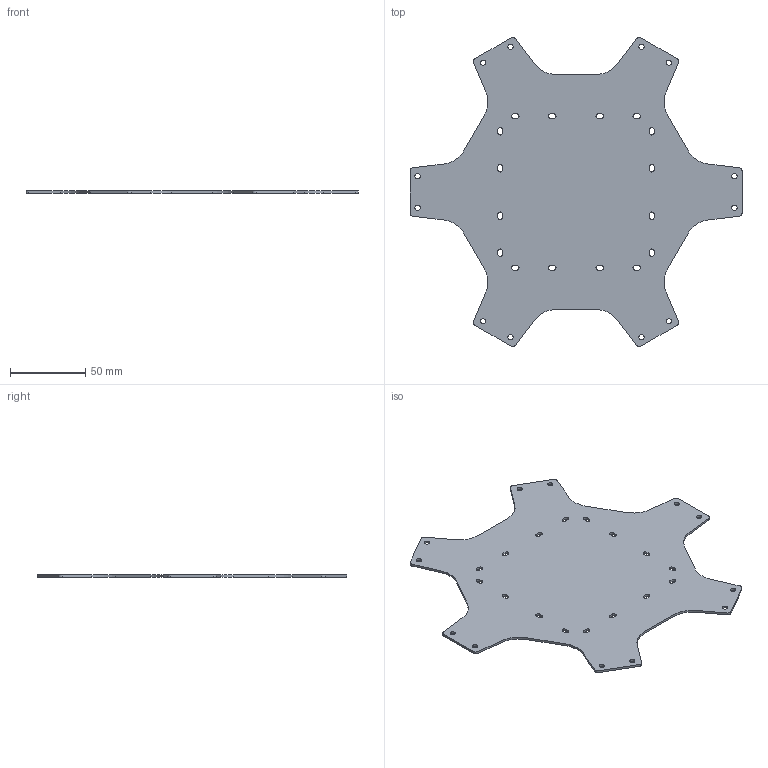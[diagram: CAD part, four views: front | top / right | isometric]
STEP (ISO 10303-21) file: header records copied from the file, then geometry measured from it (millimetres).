
FILE_DESCRIPTION(/* description */ (''),/* implementation_level */ '2;1');
FILE_NAME(/* name */ 'F550 Bottom Plate v5.step',/* time_stamp */ '2019-04-19T22:17:52-07:00',/* author */ ('Automata-Development'),/* organization */ (''),/* preprocessor_version */ 'ST-DEVELOPER v18',/* originating_system */ 'Autodesk Translation Framework v8.2.0.1029',/* authorisation */ '');
FILE_SCHEMA (('AUTOMOTIVE_DESIGN { 1 0 10303 214 3 1 1 }'));
Length unit declared in the file: millimetre
Products named in the file (1): F550 Bottom Plate
Bounding box: 220 x 205.14 x 1.5 mm (x, y, z)
Volume: 39301.1 mm3; surface area: 54141.9 mm2
Topology: 1 solids, 1 shells, 126 faces, 372 edges, 248 vertices
Faces by surface type: cylinder 68, plane 58
Full cylindrical faces by diameter (mm): 3.5 x12
Entity records: 4404 total; most frequent: DIRECTION 762, CARTESIAN_POINT 747, ORIENTED_EDGE 744, EDGE_CURVE 372, AXIS2_PLACEMENT_3D 263, VERTEX_POINT 248, LINE 236, VECTOR 236
